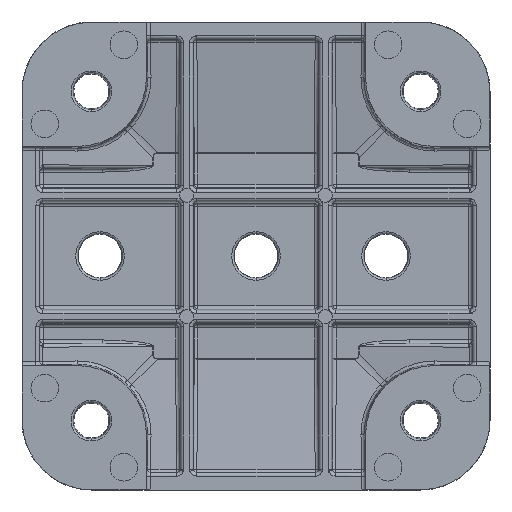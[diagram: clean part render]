
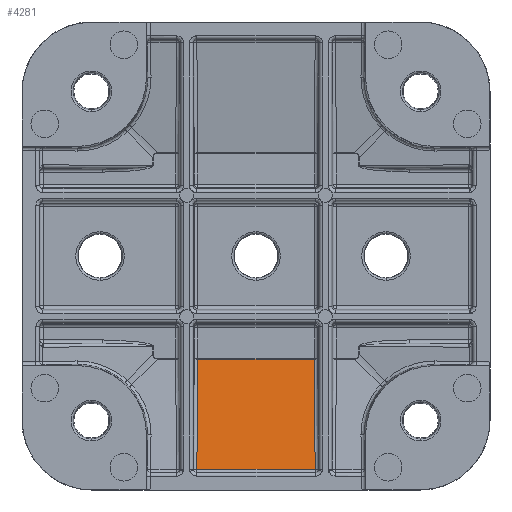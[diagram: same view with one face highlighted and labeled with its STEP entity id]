
A CAD part, front view. The second image highlights one B-rep face of the part: STEP entity #4281.
In plain terms, the highlighted planar face has unit normal (0, -0.991, 0.132).
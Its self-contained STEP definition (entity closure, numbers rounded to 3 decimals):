
#707 = DIRECTION ( 'NONE',  ( -1., 0., 0. ) ) ;
#759 = CARTESIAN_POINT ( 'NONE',  ( 16.832, 7.991, -29.734 ) ) ;
#1217 = FACE_OUTER_BOUND ( 'NONE', #10884, .T. ) ;
#1283 = VERTEX_POINT ( 'NONE', #14376 ) ;
#2016 = VERTEX_POINT ( 'NONE', #759 ) ;
#2038 = ORIENTED_EDGE ( 'NONE', *, *, #6653, .T. ) ;
#2176 = LINE ( 'NONE', #4098, #9865 ) ;
#2377 = ORIENTED_EDGE ( 'NONE', *, *, #5111, .T. ) ;
#3251 = AXIS2_PLACEMENT_3D ( 'NONE', #16914, #12155, #11679 ) ;
#3573 = LINE ( 'NONE', #13902, #15381 ) ;
#4098 = CARTESIAN_POINT ( 'NONE',  ( 16.832, 7.99, -29.74 ) ) ;
#4281 = ADVANCED_FACE ( 'NONE', ( #1217 ), #16140, .F. ) ;
#4746 = LINE ( 'NONE', #19171, #16074 ) ;
#5111 = EDGE_CURVE ( 'NONE', #1283, #2016, #2176, .T. ) ;
#5632 = DIRECTION ( 'NONE',  ( -0.007, 0.132, 0.991 ) ) ;
#6653 = EDGE_CURVE ( 'NONE', #18381, #1283, #3573, .T. ) ;
#6827 = VERTEX_POINT ( 'NONE', #17125 ) ;
#9334 = DIRECTION ( 'NONE',  ( 1., 0., 0. ) ) ;
#9865 = VECTOR ( 'NONE', #5632, 1000. ) ;
#10588 = CARTESIAN_POINT ( 'NONE',  ( -16.634, 11.762, -1.452 ) ) ;
#10693 = LINE ( 'NONE', #10588, #14332 ) ;
#10884 = EDGE_LOOP ( 'NONE', ( #16551, #17313, #2038, #2377 ) ) ;
#11679 = DIRECTION ( 'NONE',  ( 0., 0.132, 0.991 ) ) ;
#12143 = DIRECTION ( 'NONE',  ( -0.007, -0.132, -0.991 ) ) ;
#12155 = DIRECTION ( 'NONE',  ( 0., 0.991, -0.132 ) ) ;
#13902 = CARTESIAN_POINT ( 'NONE',  ( 0., 3.745, -61.583 ) ) ;
#14332 = VECTOR ( 'NONE', #12143, 1000. ) ;
#14376 = CARTESIAN_POINT ( 'NONE',  ( 17.054, 3.745, -61.583 ) ) ;
#15381 = VECTOR ( 'NONE', #9334, 1000. ) ;
#16074 = VECTOR ( 'NONE', #707, 1000. ) ;
#16140 = PLANE ( 'NONE',  #3251 ) ;
#16551 = ORIENTED_EDGE ( 'NONE', *, *, #16587, .T. ) ;
#16587 = EDGE_CURVE ( 'NONE', #2016, #6827, #4746, .T. ) ;
#16843 = CARTESIAN_POINT ( 'NONE',  ( -17.054, 3.745, -61.583 ) ) ;
#16914 = CARTESIAN_POINT ( 'NONE',  ( 0., 11.747, -1.566 ) ) ;
#17125 = CARTESIAN_POINT ( 'NONE',  ( -16.832, 7.991, -29.734 ) ) ;
#17313 = ORIENTED_EDGE ( 'NONE', *, *, #18358, .T. ) ;
#18358 = EDGE_CURVE ( 'NONE', #6827, #18381, #10693, .T. ) ;
#18381 = VERTEX_POINT ( 'NONE', #16843 ) ;
#19171 = CARTESIAN_POINT ( 'NONE',  ( -28.346, 7.991, -29.734 ) ) ;
